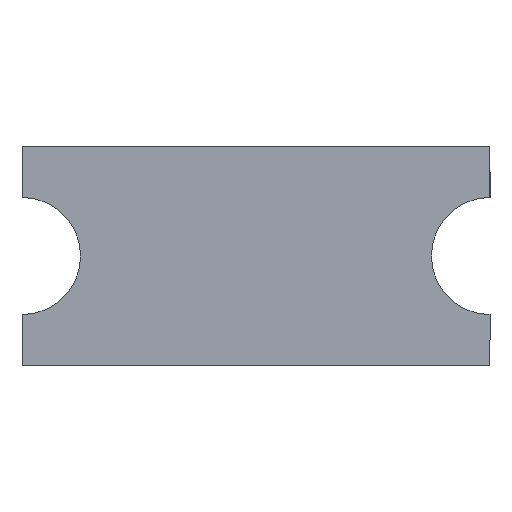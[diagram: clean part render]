
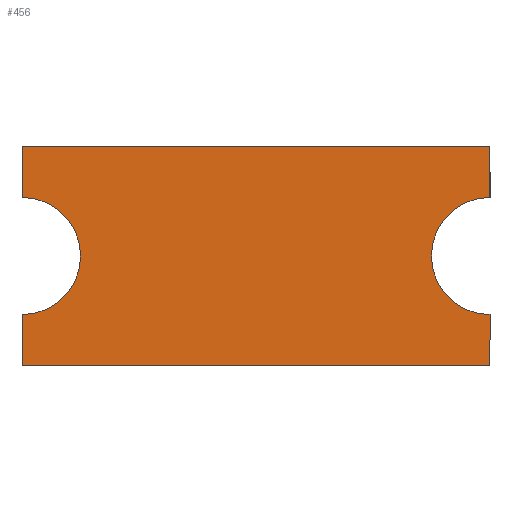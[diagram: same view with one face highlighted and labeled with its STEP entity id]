
A CAD part, front view. The second image highlights one B-rep face of the part: STEP entity #456.
In plain terms, the highlighted planar face has unit normal (0, -1, 0).
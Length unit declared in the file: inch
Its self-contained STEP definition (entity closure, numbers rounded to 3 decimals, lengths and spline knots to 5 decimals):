
#12 = EDGE_CURVE ( 'NONE', #519, #255, #156, .T. ) ;
#15 = LINE ( 'NONE', #378, #452 ) ;
#19 = ORIENTED_EDGE ( 'NONE', *, *, #106, .F. ) ;
#31 = VECTOR ( 'NONE', #385, 39.37008 ) ;
#32 = CARTESIAN_POINT ( 'NONE',  ( 0., 0., 0. ) ) ;
#48 = DIRECTION ( 'NONE',  ( 1., 0., 0. ) ) ;
#60 = VECTOR ( 'NONE', #150, 39.37008 ) ;
#85 = CARTESIAN_POINT ( 'NONE',  ( -0.06299, 0., 0.02953 ) ) ;
#99 = CIRCLE ( 'NONE', #403, 0.01575 ) ;
#105 = EDGE_CURVE ( 'NONE', #402, #254, #261, .T. ) ;
#106 = EDGE_CURVE ( 'NONE', #255, #488, #473, .T. ) ;
#108 = CARTESIAN_POINT ( 'NONE',  ( 0.06299, 0., 0.01575 ) ) ;
#121 = VERTEX_POINT ( 'NONE', #152 ) ;
#123 = CARTESIAN_POINT ( 'NONE',  ( 0.06299, 0., -0.02953 ) ) ;
#126 = AXIS2_PLACEMENT_3D ( 'NONE', #340, #230, #195 ) ;
#134 = CARTESIAN_POINT ( 'NONE',  ( 0.06299, 0., 0.02953 ) ) ;
#135 = DIRECTION ( 'NONE',  ( 0., 1., 0. ) ) ;
#142 = VERTEX_POINT ( 'NONE', #123 ) ;
#150 = DIRECTION ( 'NONE',  ( 0., 0., 1. ) ) ;
#152 = CARTESIAN_POINT ( 'NONE',  ( 0.06299, 0., -0.01575 ) ) ;
#156 = LINE ( 'NONE', #470, #363 ) ;
#159 = EDGE_CURVE ( 'NONE', #228, #519, #449, .T. ) ;
#177 = PLANE ( 'NONE',  #399 ) ;
#187 = ORIENTED_EDGE ( 'NONE', *, *, #105, .F. ) ;
#195 = DIRECTION ( 'NONE',  ( 0., 0., -1. ) ) ;
#196 = FACE_OUTER_BOUND ( 'NONE', #318, .T. ) ;
#210 = ORIENTED_EDGE ( 'NONE', *, *, #159, .F. ) ;
#224 = CIRCLE ( 'NONE', #126, 0.01575 ) ;
#226 = DIRECTION ( 'NONE',  ( 0., 0., 1. ) ) ;
#228 = VERTEX_POINT ( 'NONE', #490 ) ;
#230 = DIRECTION ( 'NONE',  ( 0., 1., 0. ) ) ;
#232 = EDGE_CURVE ( 'NONE', #121, #488, #99, .T. ) ;
#234 = EDGE_CURVE ( 'NONE', #121, #142, #489, .T. ) ;
#242 = DIRECTION ( 'NONE',  ( -1., 0., 0. ) ) ;
#254 = VERTEX_POINT ( 'NONE', #471 ) ;
#255 = VERTEX_POINT ( 'NONE', #437 ) ;
#261 = LINE ( 'NONE', #459, #60 ) ;
#262 = EDGE_CURVE ( 'NONE', #142, #402, #15, .T. ) ;
#264 = DIRECTION ( 'NONE',  ( 0., -1., 0. ) ) ;
#276 = CARTESIAN_POINT ( 'NONE',  ( -0.06299, 0., -0.02953 ) ) ;
#290 = CARTESIAN_POINT ( 'NONE',  ( 0.06299, 0., 0.02953 ) ) ;
#318 = EDGE_LOOP ( 'NONE', ( #422, #19, #455, #210, #338, #187, #458, #352 ) ) ;
#336 = DIRECTION ( 'NONE',  ( 0., 0., 1. ) ) ;
#338 = ORIENTED_EDGE ( 'NONE', *, *, #388, .T. ) ;
#340 = CARTESIAN_POINT ( 'NONE',  ( -0.06299, 0., 0. ) ) ;
#352 = ORIENTED_EDGE ( 'NONE', *, *, #234, .F. ) ;
#360 = DIRECTION ( 'NONE',  ( 0., 0., -1. ) ) ;
#363 = VECTOR ( 'NONE', #48, 39.37008 ) ;
#377 = VECTOR ( 'NONE', #427, 39.37008 ) ;
#378 = CARTESIAN_POINT ( 'NONE',  ( -0.06299, 0., -0.02953 ) ) ;
#385 = DIRECTION ( 'NONE',  ( 0., 0., -1. ) ) ;
#387 = CARTESIAN_POINT ( 'NONE',  ( -0.06299, 0., 0.02953 ) ) ;
#388 = EDGE_CURVE ( 'NONE', #228, #254, #224, .T. ) ;
#399 = AXIS2_PLACEMENT_3D ( 'NONE', #32, #264, #360 ) ;
#402 = VERTEX_POINT ( 'NONE', #276 ) ;
#403 = AXIS2_PLACEMENT_3D ( 'NONE', #467, #135, #336 ) ;
#422 = ORIENTED_EDGE ( 'NONE', *, *, #232, .T. ) ;
#427 = DIRECTION ( 'NONE',  ( 0., 0., -1. ) ) ;
#437 = CARTESIAN_POINT ( 'NONE',  ( 0.06299, 0., 0.02953 ) ) ;
#449 = LINE ( 'NONE', #387, #502 ) ;
#452 = VECTOR ( 'NONE', #242, 39.37008 ) ;
#455 = ORIENTED_EDGE ( 'NONE', *, *, #12, .F. ) ;
#456 = ADVANCED_FACE ( 'NONE', ( #196 ), #177, .T. ) ;
#458 = ORIENTED_EDGE ( 'NONE', *, *, #262, .F. ) ;
#459 = CARTESIAN_POINT ( 'NONE',  ( -0.06299, 0., 0.02953 ) ) ;
#467 = CARTESIAN_POINT ( 'NONE',  ( 0.06299, 0., 0. ) ) ;
#470 = CARTESIAN_POINT ( 'NONE',  ( -0.06299, 0., 0.02953 ) ) ;
#471 = CARTESIAN_POINT ( 'NONE',  ( -0.06299, 0., -0.01575 ) ) ;
#473 = LINE ( 'NONE', #290, #31 ) ;
#488 = VERTEX_POINT ( 'NONE', #108 ) ;
#489 = LINE ( 'NONE', #134, #377 ) ;
#490 = CARTESIAN_POINT ( 'NONE',  ( -0.06299, 0., 0.01575 ) ) ;
#502 = VECTOR ( 'NONE', #226, 39.37008 ) ;
#519 = VERTEX_POINT ( 'NONE', #85 ) ;
